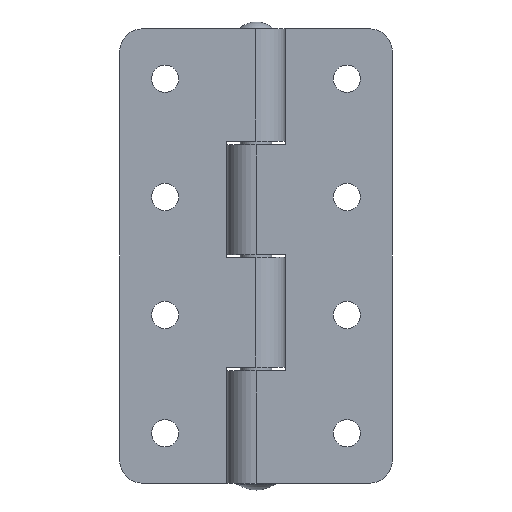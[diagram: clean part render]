
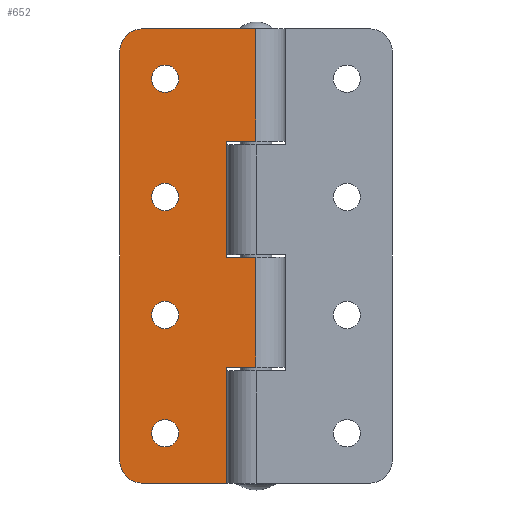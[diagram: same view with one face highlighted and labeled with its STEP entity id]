
A CAD part, front view. The second image highlights one B-rep face of the part: STEP entity #652.
In plain terms, the highlighted planar face has unit normal (0, -1, 0).
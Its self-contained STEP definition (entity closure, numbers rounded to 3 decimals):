
#41=FACE_BOUND('',#242,.T.);
#42=FACE_BOUND('',#243,.T.);
#43=FACE_BOUND('',#244,.T.);
#44=FACE_BOUND('',#245,.T.);
#65=PLANE('',#732);
#78=LINE('',#1028,#119);
#82=LINE('',#1041,#123);
#85=LINE('',#1049,#126);
#88=LINE('',#1055,#129);
#91=LINE('',#1099,#132);
#94=LINE('',#1107,#135);
#98=LINE('',#1120,#139);
#101=LINE('',#1132,#142);
#102=LINE('',#1134,#143);
#103=LINE('',#1135,#144);
#119=VECTOR('',#805,25.);
#123=VECTOR('',#819,90.);
#126=VECTOR('',#828,18.5);
#129=VECTOR('',#833,25.55);
#132=VECTOR('',#884,6.5);
#135=VECTOR('',#889,6.5);
#139=VECTOR('',#901,25.55);
#142=VECTOR('',#912,6.5);
#143=VECTOR('',#915,24.2);
#144=VECTOR('',#916,24.7);
#193=FACE_OUTER_BOUND('',#241,.T.);
#241=EDGE_LOOP('',(#549,#550,#551,#552,#553,#554,#555,#556,#557,#558,#559,
#560));
#242=EDGE_LOOP('',(#561));
#243=EDGE_LOOP('',(#562));
#244=EDGE_LOOP('',(#563));
#245=EDGE_LOOP('',(#564));
#283=CIRCLE('',#693,5.);
#284=CIRCLE('',#696,5.);
#287=CIRCLE('',#703,3.);
#290=CIRCLE('',#708,3.);
#293=CIRCLE('',#713,3.);
#296=CIRCLE('',#718,3.);
#326=VERTEX_POINT('',#1025);
#327=VERTEX_POINT('',#1027);
#330=VERTEX_POINT('',#1035);
#331=VERTEX_POINT('',#1039);
#332=VERTEX_POINT('',#1043);
#333=VERTEX_POINT('',#1047);
#335=VERTEX_POINT('',#1053);
#338=VERTEX_POINT('',#1062);
#341=VERTEX_POINT('',#1070);
#344=VERTEX_POINT('',#1078);
#347=VERTEX_POINT('',#1086);
#352=VERTEX_POINT('',#1097);
#355=VERTEX_POINT('',#1104);
#356=VERTEX_POINT('',#1106);
#361=VERTEX_POINT('',#1118);
#366=VERTEX_POINT('',#1130);
#392=EDGE_CURVE('',#326,#327,#78,.T.);
#397=EDGE_CURVE('',#330,#326,#283,.T.);
#399=EDGE_CURVE('',#330,#331,#82,.T.);
#401=EDGE_CURVE('',#332,#331,#284,.T.);
#403=EDGE_CURVE('',#333,#332,#85,.T.);
#406=EDGE_CURVE('',#333,#335,#88,.T.);
#409=EDGE_CURVE('',#338,#338,#287,.T.);
#412=EDGE_CURVE('',#341,#341,#290,.T.);
#415=EDGE_CURVE('',#344,#344,#293,.T.);
#418=EDGE_CURVE('',#347,#347,#296,.T.);
#424=EDGE_CURVE('',#335,#352,#91,.T.);
#427=EDGE_CURVE('',#356,#355,#94,.T.);
#434=EDGE_CURVE('',#355,#361,#98,.T.);
#440=EDGE_CURVE('',#361,#366,#101,.T.);
#441=EDGE_CURVE('',#356,#352,#102,.T.);
#442=EDGE_CURVE('',#327,#366,#103,.T.);
#549=ORIENTED_EDGE('',*,*,#406,.T.);
#550=ORIENTED_EDGE('',*,*,#424,.T.);
#551=ORIENTED_EDGE('',*,*,#441,.F.);
#552=ORIENTED_EDGE('',*,*,#427,.T.);
#553=ORIENTED_EDGE('',*,*,#434,.T.);
#554=ORIENTED_EDGE('',*,*,#440,.T.);
#555=ORIENTED_EDGE('',*,*,#442,.F.);
#556=ORIENTED_EDGE('',*,*,#392,.F.);
#557=ORIENTED_EDGE('',*,*,#397,.F.);
#558=ORIENTED_EDGE('',*,*,#399,.T.);
#559=ORIENTED_EDGE('',*,*,#401,.F.);
#560=ORIENTED_EDGE('',*,*,#403,.F.);
#561=ORIENTED_EDGE('',*,*,#409,.T.);
#562=ORIENTED_EDGE('',*,*,#412,.T.);
#563=ORIENTED_EDGE('',*,*,#415,.T.);
#564=ORIENTED_EDGE('',*,*,#418,.T.);
#652=ADVANCED_FACE('',(#193,#41,#42,#43,#44),#65,.T.);
#693=AXIS2_PLACEMENT_3D('',#1037,#814,#815);
#696=AXIS2_PLACEMENT_3D('',#1045,#823,#824);
#703=AXIS2_PLACEMENT_3D('',#1063,#842,#843);
#708=AXIS2_PLACEMENT_3D('',#1071,#852,#853);
#713=AXIS2_PLACEMENT_3D('',#1079,#862,#863);
#718=AXIS2_PLACEMENT_3D('',#1087,#872,#873);
#732=AXIS2_PLACEMENT_3D('',#1133,#913,#914);
#805=DIRECTION('',(1.,0.,0.));
#814=DIRECTION('center_axis',(0.,1.,0.));
#815=DIRECTION('ref_axis',(-0.707,0.,0.707));
#819=DIRECTION('',(0.,0.,-1.));
#823=DIRECTION('center_axis',(0.,1.,0.));
#824=DIRECTION('ref_axis',(-0.707,0.,-0.707));
#828=DIRECTION('',(-1.,0.,0.));
#833=DIRECTION('',(0.,0.,1.));
#842=DIRECTION('center_axis',(0.,1.,0.));
#843=DIRECTION('ref_axis',(1.,0.,0.));
#852=DIRECTION('center_axis',(0.,1.,0.));
#853=DIRECTION('ref_axis',(1.,0.,0.));
#862=DIRECTION('center_axis',(0.,1.,0.));
#863=DIRECTION('ref_axis',(1.,0.,0.));
#872=DIRECTION('center_axis',(0.,1.,0.));
#873=DIRECTION('ref_axis',(1.,0.,0.));
#884=DIRECTION('',(1.,0.,0.));
#889=DIRECTION('',(-1.,0.,0.));
#901=DIRECTION('',(0.,0.,1.));
#912=DIRECTION('',(1.,0.,0.));
#913=DIRECTION('center_axis',(0.,-1.,0.));
#914=DIRECTION('ref_axis',(-1.,0.,0.));
#915=DIRECTION('',(0.,0.,-1.));
#916=DIRECTION('',(0.,0.,-1.));
#1025=CARTESIAN_POINT('',(-25.,0.,0.));
#1027=CARTESIAN_POINT('',(0.,0.,0.));
#1028=CARTESIAN_POINT('',(-30.,0.,0.));
#1035=CARTESIAN_POINT('',(-30.,0.,-5.));
#1037=CARTESIAN_POINT('Origin',(-25.,0.,-5.));
#1039=CARTESIAN_POINT('',(-30.,0.,-95.));
#1041=CARTESIAN_POINT('',(-30.,0.,0.));
#1043=CARTESIAN_POINT('',(-25.,0.,-100.));
#1045=CARTESIAN_POINT('Origin',(-25.,0.,-95.));
#1047=CARTESIAN_POINT('',(-6.5,0.,-100.));
#1049=CARTESIAN_POINT('',(-30.,0.,-100.));
#1053=CARTESIAN_POINT('',(-6.5,0.,-74.45));
#1055=CARTESIAN_POINT('',(-6.5,0.,-54.225));
#1062=CARTESIAN_POINT('',(-23.,0.,-37.));
#1063=CARTESIAN_POINT('Origin',(-20.,0.,-37.));
#1070=CARTESIAN_POINT('',(-23.,0.,-89.));
#1071=CARTESIAN_POINT('Origin',(-20.,0.,-89.));
#1078=CARTESIAN_POINT('',(-23.,0.,-63.));
#1079=CARTESIAN_POINT('Origin',(-20.,0.,-63.));
#1086=CARTESIAN_POINT('',(-23.,0.,-11.));
#1087=CARTESIAN_POINT('Origin',(-20.,0.,-11.));
#1097=CARTESIAN_POINT('',(0.,0.,-74.45));
#1099=CARTESIAN_POINT('',(-3.25,0.,-74.45));
#1104=CARTESIAN_POINT('',(-6.5,0.,-50.25));
#1106=CARTESIAN_POINT('',(0.,0.,-50.25));
#1107=CARTESIAN_POINT('',(6.75,0.,-50.25));
#1118=CARTESIAN_POINT('',(-6.5,0.,-24.7));
#1120=CARTESIAN_POINT('',(-6.5,0.,-25.125));
#1130=CARTESIAN_POINT('',(0.,0.,-24.7));
#1132=CARTESIAN_POINT('',(-3.25,0.,-24.7));
#1133=CARTESIAN_POINT('Origin',(0.,0.,0.));
#1134=CARTESIAN_POINT('',(0.,0.,0.));
#1135=CARTESIAN_POINT('',(0.,0.,0.));
